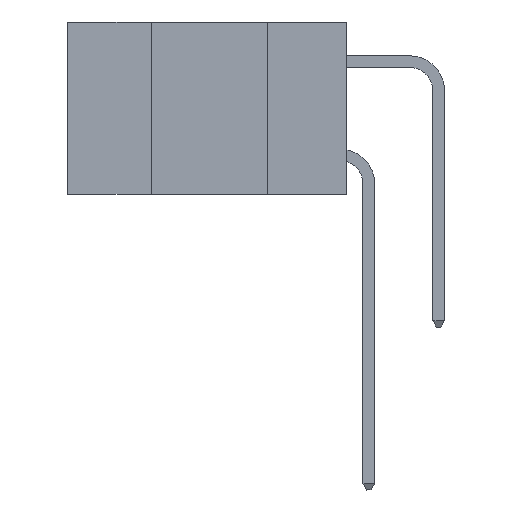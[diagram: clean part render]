
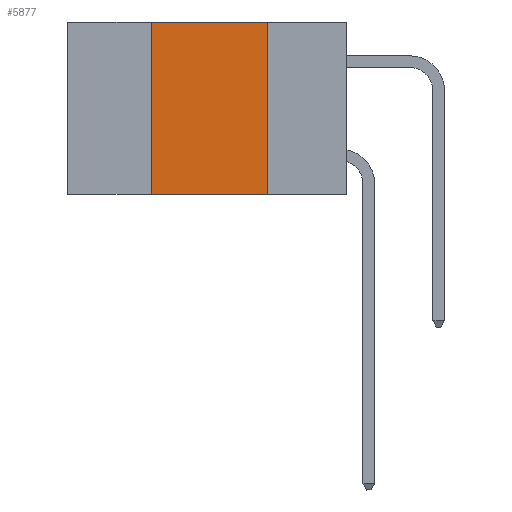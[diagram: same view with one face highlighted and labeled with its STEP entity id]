
A CAD part, left-side view. The second image highlights one B-rep face of the part: STEP entity #5877.
In plain terms, the highlighted planar face has unit normal (-1, 0, 0).
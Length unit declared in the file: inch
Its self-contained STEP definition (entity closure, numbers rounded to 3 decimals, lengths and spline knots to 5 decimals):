
#286 = ORIENTED_EDGE ( 'NONE', *, *, #15988, .T. ) ;
#470 = DIRECTION ( 'NONE',  ( 0., -1., 0. ) ) ;
#785 = EDGE_CURVE ( 'NONE', #3634, #17130, #17832, .T. ) ;
#1450 = VECTOR ( 'NONE', #470, 39.37008 ) ;
#1849 = EDGE_LOOP ( 'NONE', ( #11130, #5726, #17743, #286 ) ) ;
#2222 = LINE ( 'NONE', #15241, #9559 ) ;
#3012 = DIRECTION ( 'NONE',  ( 0., -1., 0. ) ) ;
#3511 = PLANE ( 'NONE',  #17666 ) ;
#3634 = VERTEX_POINT ( 'NONE', #10165 ) ;
#5042 = DIRECTION ( 'NONE',  ( 0., 0., -1. ) ) ;
#5726 = ORIENTED_EDGE ( 'NONE', *, *, #785, .F. ) ;
#5877 = ADVANCED_FACE ( 'NONE', ( #17578 ), #3511, .F. ) ;
#6944 = VECTOR ( 'NONE', #3012, 39.37008 ) ;
#6986 = CARTESIAN_POINT ( 'NONE',  ( 0., 0.17, 0. ) ) ;
#7830 = CARTESIAN_POINT ( 'NONE',  ( 0., 0.6, 0. ) ) ;
#7900 = CARTESIAN_POINT ( 'NONE',  ( 0., 0.6, 0. ) ) ;
#8024 = DIRECTION ( 'NONE',  ( 0., 0., -1. ) ) ;
#9112 = DIRECTION ( 'NONE',  ( 0., 0., 1. ) ) ;
#9434 = CARTESIAN_POINT ( 'NONE',  ( 0., 0.42, -0.37 ) ) ;
#9559 = VECTOR ( 'NONE', #5042, 39.37008 ) ;
#9788 = EDGE_CURVE ( 'NONE', #17130, #10005, #2222, .T. ) ;
#10005 = VERTEX_POINT ( 'NONE', #13410 ) ;
#10135 = VERTEX_POINT ( 'NONE', #9434 ) ;
#10165 = CARTESIAN_POINT ( 'NONE',  ( 0., 0.42, 0. ) ) ;
#11130 = ORIENTED_EDGE ( 'NONE', *, *, #9788, .F. ) ;
#11211 = EDGE_CURVE ( 'NONE', #10135, #3634, #13425, .T. ) ;
#11685 = LINE ( 'NONE', #16267, #6944 ) ;
#13410 = CARTESIAN_POINT ( 'NONE',  ( 0., 0.17, -0.37 ) ) ;
#13425 = LINE ( 'NONE', #16450, #16242 ) ;
#15058 = DIRECTION ( 'NONE',  ( 1., 0., 0. ) ) ;
#15241 = CARTESIAN_POINT ( 'NONE',  ( 0., 0.17, 0. ) ) ;
#15988 = EDGE_CURVE ( 'NONE', #10135, #10005, #11685, .T. ) ;
#16242 = VECTOR ( 'NONE', #9112, 39.37008 ) ;
#16267 = CARTESIAN_POINT ( 'NONE',  ( 0., 0.6, -0.37 ) ) ;
#16450 = CARTESIAN_POINT ( 'NONE',  ( 0., 0.42, 0. ) ) ;
#17130 = VERTEX_POINT ( 'NONE', #6986 ) ;
#17578 = FACE_OUTER_BOUND ( 'NONE', #1849, .T. ) ;
#17666 = AXIS2_PLACEMENT_3D ( 'NONE', #7900, #15058, #8024 ) ;
#17743 = ORIENTED_EDGE ( 'NONE', *, *, #11211, .F. ) ;
#17832 = LINE ( 'NONE', #7830, #1450 ) ;
